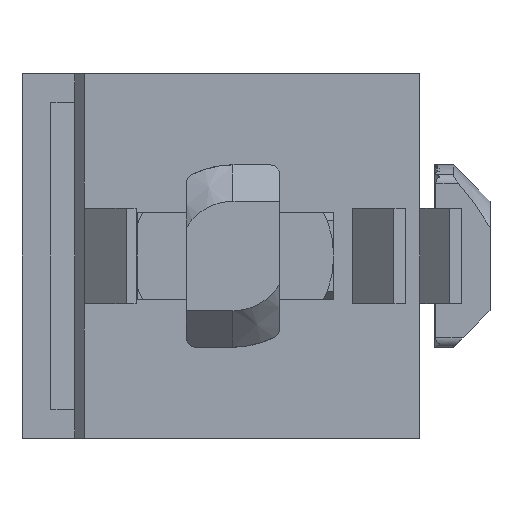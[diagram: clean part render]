
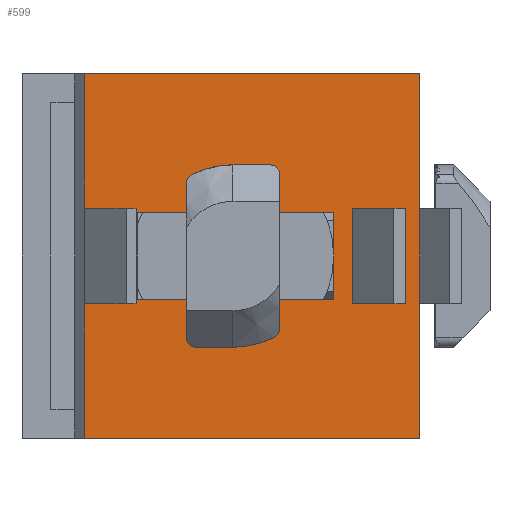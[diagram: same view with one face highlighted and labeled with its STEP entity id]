
A CAD part, left-side view. The second image highlights one B-rep face of the part: STEP entity #599.
In plain terms, the highlighted planar face has unit normal (-1, 0, 0).
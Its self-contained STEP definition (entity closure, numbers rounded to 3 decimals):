
#599 = ADVANCED_FACE( '', ( #1154, #1155, #1156 ), #1157, .F. );
#1154 = FACE_BOUND( '', #1685, .T. );
#1155 = FACE_OUTER_BOUND( '', #1686, .T. );
#1156 = FACE_BOUND( '', #1687, .T. );
#1157 = PLANE( '', #1688 );
#1685 = EDGE_LOOP( '', ( #3142, #3143, #3144, #3145 ) );
#1686 = EDGE_LOOP( '', ( #3146, #3147, #3148, #3149, #3150, #3151, #3152, #3153 ) );
#1687 = EDGE_LOOP( '', ( #3154, #3155, #3156, #3157 ) );
#1688 = AXIS2_PLACEMENT_3D( '', #3158, #3159, #3160 );
#3142 = ORIENTED_EDGE( '', *, *, #3293, .F. );
#3143 = ORIENTED_EDGE( '', *, *, #3654, .F. );
#3144 = ORIENTED_EDGE( '', *, *, #3357, .T. );
#3145 = ORIENTED_EDGE( '', *, *, #3758, .T. );
#3146 = ORIENTED_EDGE( '', *, *, #3811, .T. );
#3147 = ORIENTED_EDGE( '', *, *, #3582, .T. );
#3148 = ORIENTED_EDGE( '', *, *, #3847, .T. );
#3149 = ORIENTED_EDGE( '', *, *, #3822, .T. );
#3150 = ORIENTED_EDGE( '', *, *, #3748, .F. );
#3151 = ORIENTED_EDGE( '', *, *, #3521, .F. );
#3152 = ORIENTED_EDGE( '', *, *, #3848, .T. );
#3153 = ORIENTED_EDGE( '', *, *, #3530, .F. );
#3154 = ORIENTED_EDGE( '', *, *, #3604, .F. );
#3155 = ORIENTED_EDGE( '', *, *, #3656, .T. );
#3156 = ORIENTED_EDGE( '', *, *, #3676, .T. );
#3157 = ORIENTED_EDGE( '', *, *, #3616, .F. );
#3158 = CARTESIAN_POINT( '', ( 0., 35., 19. ) );
#3159 = DIRECTION( '', ( 1., 0., 0. ) );
#3160 = DIRECTION( '', ( 0., 0., -1. ) );
#3293 = EDGE_CURVE( '', #3920, #3915, #3922, .T. );
#3357 = EDGE_CURVE( '', #4035, #4033, #4036, .T. );
#3521 = EDGE_CURVE( '', #4300, #4302, #4303, .T. );
#3530 = EDGE_CURVE( '', #4316, #4311, #4318, .T. );
#3582 = EDGE_CURVE( '', #4399, #4396, #4400, .T. );
#3604 = EDGE_CURVE( '', #4428, #4426, #4430, .T. );
#3616 = EDGE_CURVE( '', #4426, #4445, #4446, .T. );
#3654 = EDGE_CURVE( '', #4035, #3920, #4493, .T. );
#3656 = EDGE_CURVE( '', #4428, #4495, #4496, .T. );
#3676 = EDGE_CURVE( '', #4495, #4445, #4522, .T. );
#3748 = EDGE_CURVE( '', #4302, #4622, #4623, .T. );
#3758 = EDGE_CURVE( '', #4033, #3915, #4634, .T. );
#3811 = EDGE_CURVE( '', #4316, #4399, #4694, .T. );
#3822 = EDGE_CURVE( '', #4703, #4622, #4707, .T. );
#3847 = EDGE_CURVE( '', #4396, #4703, #4733, .T. );
#3848 = EDGE_CURVE( '', #4300, #4311, #4734, .T. );
#3915 = VERTEX_POINT( '', #4823 );
#3920 = VERTEX_POINT( '', #4830 );
#3922 = LINE( '', #4833, #4834 );
#4033 = VERTEX_POINT( '', #4992 );
#4035 = VERTEX_POINT( '', #4995 );
#4036 = LINE( '', #4996, #4997 );
#4300 = VERTEX_POINT( '', #5377 );
#4302 = VERTEX_POINT( '', #5380 );
#4303 = LINE( '', #5381, #5382 );
#4311 = VERTEX_POINT( '', #5394 );
#4316 = VERTEX_POINT( '', #5401 );
#4318 = LINE( '', #5404, #5405 );
#4396 = VERTEX_POINT( '', #5519 );
#4399 = VERTEX_POINT( '', #5523 );
#4400 = LINE( '', #5524, #5525 );
#4426 = VERTEX_POINT( '', #5559 );
#4428 = VERTEX_POINT( '', #5562 );
#4430 = LINE( '', #5565, #5566 );
#4445 = VERTEX_POINT( '', #5587 );
#4446 = LINE( '', #5588, #5589 );
#4493 = LINE( '', #5656, #5657 );
#4495 = VERTEX_POINT( '', #5659 );
#4496 = LINE( '', #5660, #5661 );
#4522 = LINE( '', #5704, #5705 );
#4622 = VERTEX_POINT( '', #5865 );
#4623 = LINE( '', #5866, #5867 );
#4634 = LINE( '', #5884, #5885 );
#4694 = LINE( '', #5969, #5970 );
#4703 = VERTEX_POINT( '', #5982 );
#4707 = LINE( '', #5989, #5990 );
#4733 = LINE( '', #6022, #6023 );
#4734 = LINE( '', #6024, #6025 );
#4823 = CARTESIAN_POINT( '', ( 0., 7., -5. ) );
#4830 = CARTESIAN_POINT( '', ( 0., 7., 5. ) );
#4833 = CARTESIAN_POINT( '', ( 0., 7., 5. ) );
#4834 = VECTOR( '', #6072, 1000. );
#4992 = CARTESIAN_POINT( '', ( 0., 4.5, -5. ) );
#4995 = CARTESIAN_POINT( '', ( 0., 4.5, 5. ) );
#4996 = CARTESIAN_POINT( '', ( 0., 4.5, 5. ) );
#4997 = VECTOR( '', #6144, 1000. );
#5377 = CARTESIAN_POINT( '', ( 0., 35., 19. ) );
#5380 = CARTESIAN_POINT( '', ( 0., 0., 19. ) );
#5381 = CARTESIAN_POINT( '', ( 0., 35., 19. ) );
#5382 = VECTOR( '', #6357, 1000. );
#5394 = CARTESIAN_POINT( '', ( 0., 35., 5. ) );
#5401 = CARTESIAN_POINT( '', ( 0., 32.5, 5. ) );
#5404 = CARTESIAN_POINT( '', ( 0., 32.5, 5. ) );
#5405 = VECTOR( '', #6365, 1000. );
#5519 = CARTESIAN_POINT( '', ( 0., 35., -5. ) );
#5523 = CARTESIAN_POINT( '', ( 0., 32.5, -5. ) );
#5524 = CARTESIAN_POINT( '', ( 0., 32.5, -5. ) );
#5525 = VECTOR( '', #6426, 1000. );
#5559 = CARTESIAN_POINT( '', ( 0., 29.5, -4.5 ) );
#5562 = CARTESIAN_POINT( '', ( 0., 29.5, 4.5 ) );
#5565 = CARTESIAN_POINT( '', ( 0., 29.5, 4.5 ) );
#5566 = VECTOR( '', #6455, 1000. );
#5587 = CARTESIAN_POINT( '', ( 0., 9., -4.5 ) );
#5588 = CARTESIAN_POINT( '', ( 0., 29.5, -4.5 ) );
#5589 = VECTOR( '', #6465, 1000. );
#5656 = CARTESIAN_POINT( '', ( 0., 4.5, 5. ) );
#5657 = VECTOR( '', #6501, 1000. );
#5659 = CARTESIAN_POINT( '', ( 0., 9., 4.5 ) );
#5660 = CARTESIAN_POINT( '', ( 0., 29.5, 4.5 ) );
#5661 = VECTOR( '', #6502, 1000. );
#5704 = CARTESIAN_POINT( '', ( 0., 9., 4.5 ) );
#5705 = VECTOR( '', #6525, 1000. );
#5865 = CARTESIAN_POINT( '', ( 0., 0., -19. ) );
#5866 = CARTESIAN_POINT( '', ( 0., 0., 19. ) );
#5867 = VECTOR( '', #6577, 1000. );
#5884 = CARTESIAN_POINT( '', ( 0., 4.5, -5. ) );
#5885 = VECTOR( '', #6584, 1000. );
#5969 = CARTESIAN_POINT( '', ( 0., 32.5, 5. ) );
#5970 = VECTOR( '', #6631, 1000. );
#5982 = CARTESIAN_POINT( '', ( 0., 35., -19. ) );
#5989 = CARTESIAN_POINT( '', ( 0., 35., -19. ) );
#5990 = VECTOR( '', #6638, 1000. );
#6022 = CARTESIAN_POINT( '', ( 0., 35., 19. ) );
#6023 = VECTOR( '', #6645, 1000. );
#6024 = CARTESIAN_POINT( '', ( 0., 35., 19. ) );
#6025 = VECTOR( '', #6646, 1000. );
#6072 = DIRECTION( '', ( 0., 0., -1. ) );
#6144 = DIRECTION( '', ( 0., 0., -1. ) );
#6357 = DIRECTION( '', ( 0., -1., 0. ) );
#6365 = DIRECTION( '', ( 0., 1., 0. ) );
#6426 = DIRECTION( '', ( 0., 1., 0. ) );
#6455 = DIRECTION( '', ( 0., 0., -1. ) );
#6465 = DIRECTION( '', ( 0., -1., 0. ) );
#6501 = DIRECTION( '', ( 0., 1., 0. ) );
#6502 = DIRECTION( '', ( 0., -1., 0. ) );
#6525 = DIRECTION( '', ( 0., 0., -1. ) );
#6577 = DIRECTION( '', ( 0., 0., -1. ) );
#6584 = DIRECTION( '', ( 0., 1., 0. ) );
#6631 = DIRECTION( '', ( 0., 0., -1. ) );
#6638 = DIRECTION( '', ( 0., -1., 0. ) );
#6645 = DIRECTION( '', ( 0., 0., -1. ) );
#6646 = DIRECTION( '', ( 0., 0., -1. ) );
